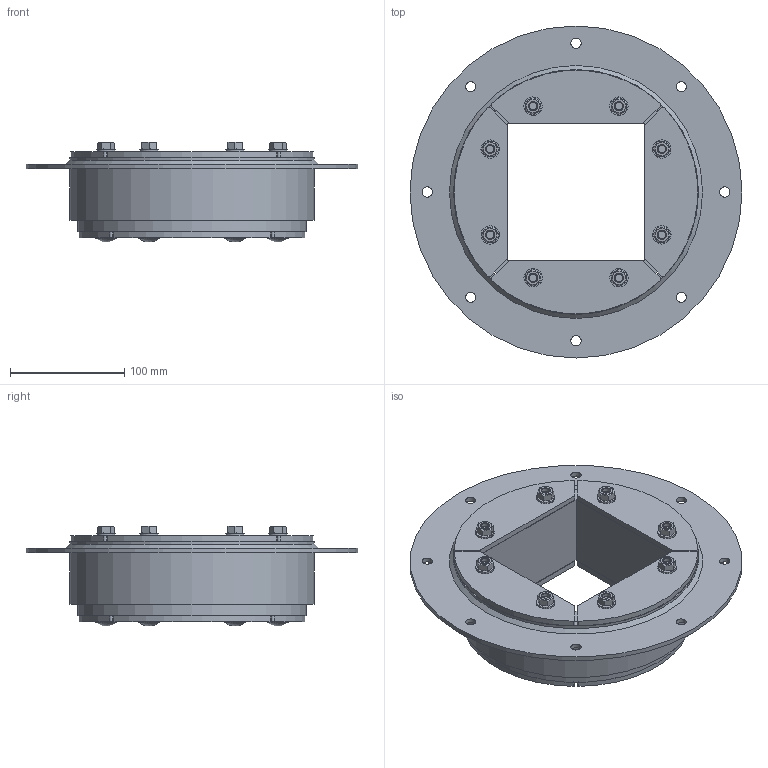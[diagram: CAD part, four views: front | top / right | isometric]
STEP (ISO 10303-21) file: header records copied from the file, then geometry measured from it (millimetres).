
FILE_DESCRIPTION((''),'2;1');
FILE_NAME('R200BEX.stp','2014-03-14T09:39:18',('se-milkar'),(''),'Autodesk Inventor 2013','Autodesk Inventor 2013','');
FILE_SCHEMA(('AUTOMOTIVE_DESIGN { 1 2 10303 214 0 1 1 1 }'));
Length unit declared in the file: millimetre
Products named in the file (9): R200BEX; SEAL_R200; RUBBER_R200EX; FRONT_FITTING_R200_EX; REAR_FITTING_R200_EX; SLFR200; Bolt GOST 7801-81 M8×80; ISO 4032 M8; ISO 7089 8 - 140 HV
Assembly tree (35 placements, depth 3):
  R200BEX
    SEAL_R200
      RUBBER_R200EX
      FRONT_FITTING_R200_EX  x4
      REAR_FITTING_R200_EX  x4
    SLFR200
    Bolt GOST 7801-81 M8×80  x8
    ISO 4032 M8  x8
    ISO 7089 8 - 140 HV  x8
Bounding box: 290 x 290 x 87.31 mm (x, y, z)
Volume: 1660848.6 mm3; surface area: 374613.9 mm2
Topology: 34 solids, 34 shells, 408 faces, 966 edges, 636 vertices
Faces by surface type: plane 210, cylinder 149, cone 41, sphere 8
Full cylindrical faces by diameter (mm): 6.647 x8, 8 x16, 8.4 x8, 9 x8, 16 x8, 18 x8, 200 x1, 201 x1, 214 x2, 290 x1
Entity records: 3460 total; most frequent: DIRECTION 595, CARTESIAN_POINT 543, ORIENTED_EDGE 426, AXIS2_PLACEMENT_3D 249, EDGE_CURVE 213, EDGE_LOOP 184, VERTEX_POINT 161, CIRCLE 102
